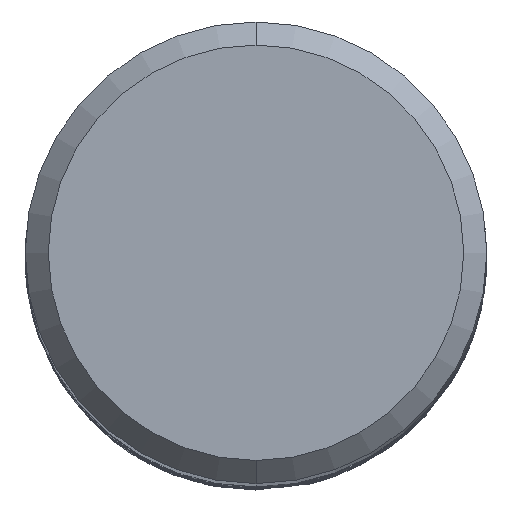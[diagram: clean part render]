
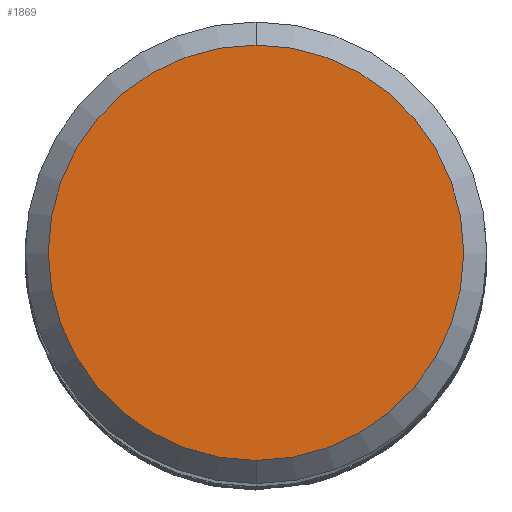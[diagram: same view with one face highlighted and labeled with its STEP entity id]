
A CAD part, top view. The second image highlights one B-rep face of the part: STEP entity #1869.
In plain terms, the highlighted planar face has unit normal (0, 0, 1).
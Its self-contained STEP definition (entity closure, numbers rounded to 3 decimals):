
#1869=ADVANCED_FACE('',(#4323),#4324,.T.);
#2245=EDGE_CURVE('',#3383,#2433,#4727,.T.);
#2361=EDGE_CURVE('',#2433,#3383,#4851,.T.);
#2433=VERTEX_POINT('',#4932);
#3383=VERTEX_POINT('',#5964);
#4323=FACE_OUTER_BOUND('',#12336,.T.);
#4324=PLANE('',#12337);
#4727=CIRCLE('',#18687,5.4);
#4851=CIRCLE('',#20045,5.4);
#4932=CARTESIAN_POINT('',(0.0,5.4,0.0));
#5964=CARTESIAN_POINT('',(0.,-5.4,0.0));
#12336=EDGE_LOOP('',(#38275,#38276));
#12337=AXIS2_PLACEMENT_3D('',#38277,#38278,#38279);
#18687=AXIS2_PLACEMENT_3D('',#38652,#38653,#38654);
#20045=AXIS2_PLACEMENT_3D('',#38791,#38792,#38793);
#38275=ORIENTED_EDGE('',*,*,#2361,.F.);
#38276=ORIENTED_EDGE('',*,*,#2245,.F.);
#38277=CARTESIAN_POINT('',(0.0,2.7,0.0));
#38278=DIRECTION('',(-0.0,0.0,1.0));
#38279=DIRECTION('',(0.0,-1.0,0.0));
#38652=CARTESIAN_POINT('',(0.0,0.0,0.0));
#38653=DIRECTION('',(0.0,0.0,-1.0));
#38654=DIRECTION('',(0.0,1.0,0.0));
#38791=CARTESIAN_POINT('',(0.0,0.0,0.0));
#38792=DIRECTION('',(0.0,0.0,-1.0));
#38793=DIRECTION('',(0.0,1.0,0.0));
